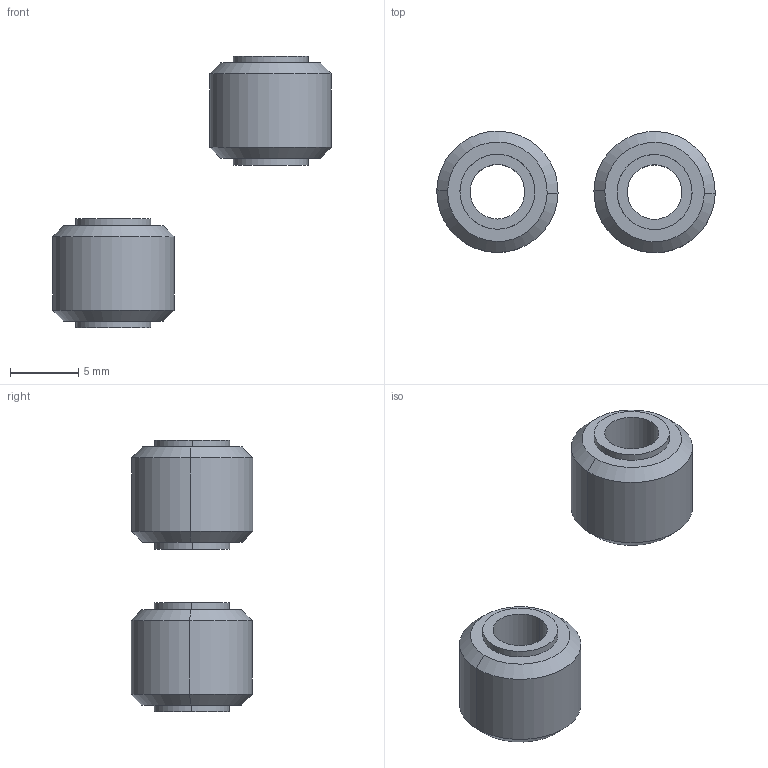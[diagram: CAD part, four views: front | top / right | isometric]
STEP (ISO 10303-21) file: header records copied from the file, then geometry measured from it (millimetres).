
FILE_DESCRIPTION (( 'STEP AP214' ), '1' );
FILE_NAME ('53720~0.STEP', '2020-06-23T06:44:14', ( '' ), ( '' ), 'SwSTEP 2.0', 'SolidWorks 2018', '' );
FILE_SCHEMA (( 'AUTOMOTIVE_DESIGN' ));
Length unit declared in the file: millimetre
Products named in the file (3): 37753~2_S; 53720~0; 41456~0
Assembly tree (4 placements, depth 2):
  53720~0
    41456~0  x2
    37753~2_S  x2
Bounding box: 20.42 x 8.94 x 19.93 mm (x, y, z)
Volume: 681.2 mm3; surface area: 1246.9 mm2
Topology: 4 solids, 4 shells, 36 faces, 72 edges, 44 vertices
Faces by surface type: cylinder 16, cone 12, plane 8
Entity records: 608 total; most frequent: DIRECTION 108, CARTESIAN_POINT 83, ORIENTED_EDGE 72, AXIS2_PLACEMENT_3D 47, EDGE_CURVE 36, CIRCLE 22, EDGE_LOOP 22, VERTEX_POINT 22
